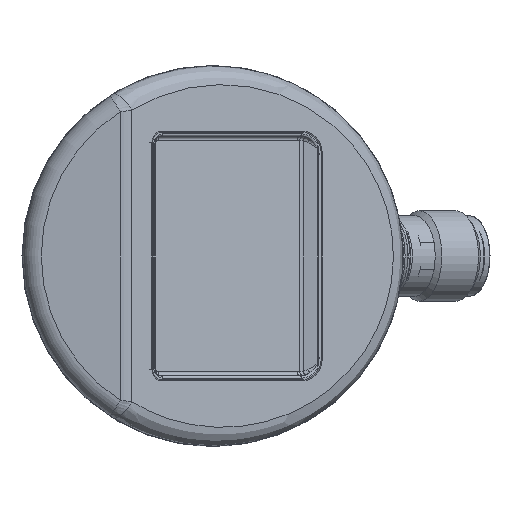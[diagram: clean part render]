
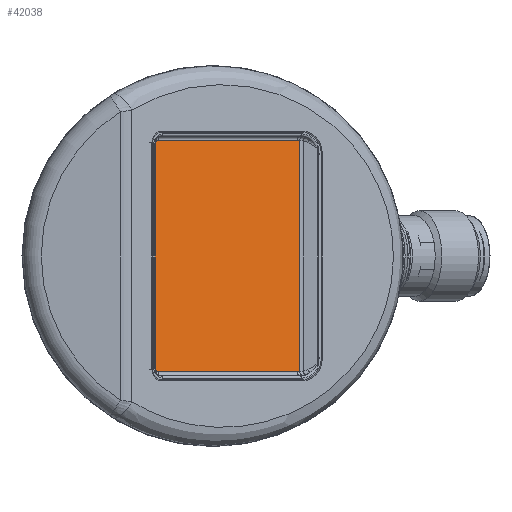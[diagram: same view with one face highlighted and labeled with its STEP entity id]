
A CAD part, front view. The second image highlights one B-rep face of the part: STEP entity #42038.
In plain terms, the highlighted planar face has unit normal (0.5, -0.866, 0).
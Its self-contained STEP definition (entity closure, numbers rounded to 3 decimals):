
#2520=LINE('',#53146,#4642);
#2521=LINE('',#53150,#4643);
#2522=LINE('',#53154,#4644);
#2523=LINE('',#53158,#4645);
#4642=VECTOR('',#46225,1000.);
#4643=VECTOR('',#46228,1000.);
#4644=VECTOR('',#46231,1000.);
#4645=VECTOR('',#46234,1000.);
#6764=ORIENTED_EDGE('',*,*,#15818,.T.);
#6765=ORIENTED_EDGE('',*,*,#15819,.T.);
#6766=ORIENTED_EDGE('',*,*,#15820,.T.);
#6767=ORIENTED_EDGE('',*,*,#15821,.T.);
#6768=ORIENTED_EDGE('',*,*,#15822,.T.);
#6769=ORIENTED_EDGE('',*,*,#15823,.T.);
#6770=ORIENTED_EDGE('',*,*,#15824,.T.);
#6771=ORIENTED_EDGE('',*,*,#15825,.T.);
#15818=EDGE_CURVE('',#20345,#20346,#23318,.F.);
#15819=EDGE_CURVE('',#20346,#20347,#2520,.T.);
#15820=EDGE_CURVE('',#20347,#20348,#23319,.F.);
#15821=EDGE_CURVE('',#20348,#20349,#2521,.T.);
#15822=EDGE_CURVE('',#20349,#20350,#23320,.F.);
#15823=EDGE_CURVE('',#20350,#20351,#2522,.T.);
#15824=EDGE_CURVE('',#20351,#20352,#23321,.F.);
#15825=EDGE_CURVE('',#20352,#20345,#2523,.T.);
#20345=VERTEX_POINT('',#53144);
#20346=VERTEX_POINT('',#53145);
#20347=VERTEX_POINT('',#53147);
#20348=VERTEX_POINT('',#53149);
#20349=VERTEX_POINT('',#53151);
#20350=VERTEX_POINT('',#53153);
#20351=VERTEX_POINT('',#53155);
#20352=VERTEX_POINT('',#53157);
#23318=CIRCLE('',#43821,1.946);
#23319=CIRCLE('',#43822,1.946);
#23320=CIRCLE('',#43823,0.446);
#23321=CIRCLE('',#43824,0.446);
#24044=EDGE_LOOP('',(#6764,#6765,#6766,#6767,#6768,#6769,#6770,#6771));
#26105=FACE_BOUND('',#24044,.T.);
#28167=PLANE('',#43820);
#42038=ADVANCED_FACE('',(#26105),#28167,.F.);
#43820=AXIS2_PLACEMENT_3D('',#53142,#46221,#46222);
#43821=AXIS2_PLACEMENT_3D('',#53143,#46223,#46224);
#43822=AXIS2_PLACEMENT_3D('',#53148,#46226,#46227);
#43823=AXIS2_PLACEMENT_3D('',#53152,#46229,#46230);
#43824=AXIS2_PLACEMENT_3D('',#53156,#46232,#46233);
#46221=DIRECTION('',(-0.5,0.866,0.));
#46222=DIRECTION('',(0.866,0.5,0.));
#46223=DIRECTION('',(-0.5,0.866,0.));
#46224=DIRECTION('',(0.866,0.5,0.));
#46225=DIRECTION('',(0.,0.,1.));
#46226=DIRECTION('',(-0.5,0.866,0.));
#46227=DIRECTION('',(0.866,0.5,0.));
#46228=DIRECTION('',(-0.866,-0.5,0.));
#46229=DIRECTION('',(-0.5,0.866,0.));
#46230=DIRECTION('',(0.866,0.5,0.));
#46231=DIRECTION('',(0.,0.,-1.));
#46232=DIRECTION('',(-0.5,0.866,0.));
#46233=DIRECTION('',(0.866,0.5,0.));
#46234=DIRECTION('',(0.866,0.5,0.));
#53142=CARTESIAN_POINT('',(11.243,-23.119,13.4));
#53143=CARTESIAN_POINT('',(11.243,-23.119,-13.4));
#53144=CARTESIAN_POINT('',(11.243,-23.119,-15.346));
#53145=CARTESIAN_POINT('',(11.526,-22.955,-15.318));
#53146=CARTESIAN_POINT('',(11.526,-22.955,15.252));
#53147=CARTESIAN_POINT('',(11.526,-22.955,15.318));
#53148=CARTESIAN_POINT('',(11.243,-23.119,13.4));
#53149=CARTESIAN_POINT('',(11.243,-23.119,15.346));
#53150=CARTESIAN_POINT('',(-7.203,-33.769,15.346));
#53151=CARTESIAN_POINT('',(-7.203,-33.769,15.346));
#53152=CARTESIAN_POINT('',(-7.203,-33.769,14.9));
#53153=CARTESIAN_POINT('',(-7.589,-33.991,14.9));
#53154=CARTESIAN_POINT('',(-7.589,-33.991,-14.9));
#53155=CARTESIAN_POINT('',(-7.589,-33.991,-14.9));
#53156=CARTESIAN_POINT('',(-7.203,-33.769,-14.9));
#53157=CARTESIAN_POINT('',(-7.203,-33.769,-15.346));
#53158=CARTESIAN_POINT('',(11.243,-23.119,-15.346));
